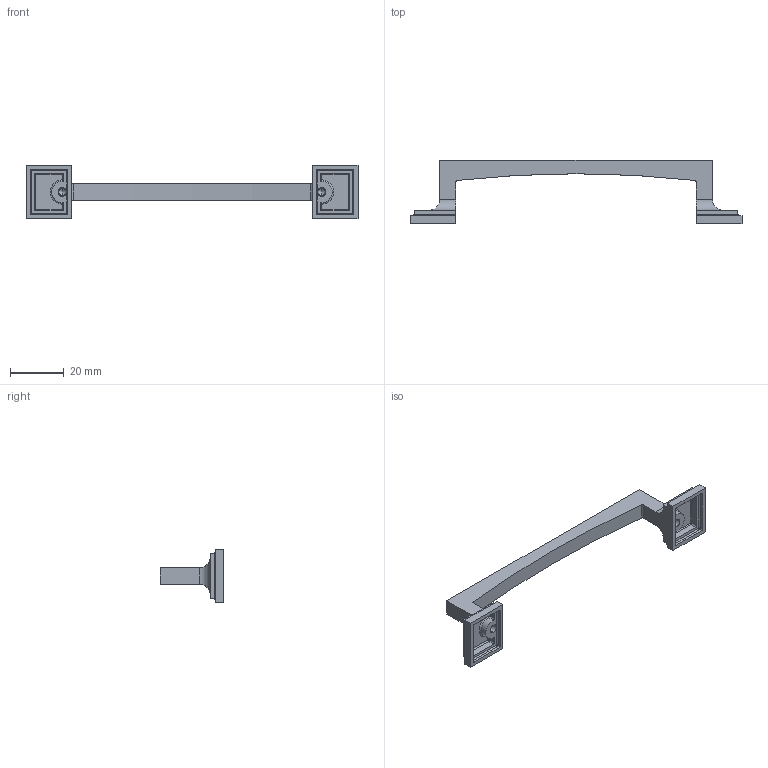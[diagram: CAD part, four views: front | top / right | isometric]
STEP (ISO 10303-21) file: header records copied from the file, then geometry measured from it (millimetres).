
FILE_DESCRIPTION (( 'STEP AP214' ), '1' );
FILE_NAME ('F003221,F003222_3D.step', '2022-08-15T13:04:47', ( '' ), ( '' ), 'SwSTEP 2.0', 'SolidWorks 2020', '' );
FILE_SCHEMA (( 'AUTOMOTIVE_DESIGN' ));
Length unit declared in the file: millimetre
Products named in the file (1): F003221,F003222_3D
Bounding box: 123 x 23.5 x 20 mm (x, y, z)
Volume: 6108.9 mm3; surface area: 5531.9 mm2
Topology: 1 solids, 1 shells, 156 faces, 440 edges, 246 vertices
Faces by surface type: cylinder 59, plane 47, bspline 46, cone 4
Entity records: 7104 total; most frequent: CARTESIAN_POINT 1645, DIRECTION 802, ORIENTED_EDGE 792, EDGE_CURVE 396, AXIS2_PLACEMENT_3D 307, VERTEX_POINT 246, CIRCLE 196, LINE 188
